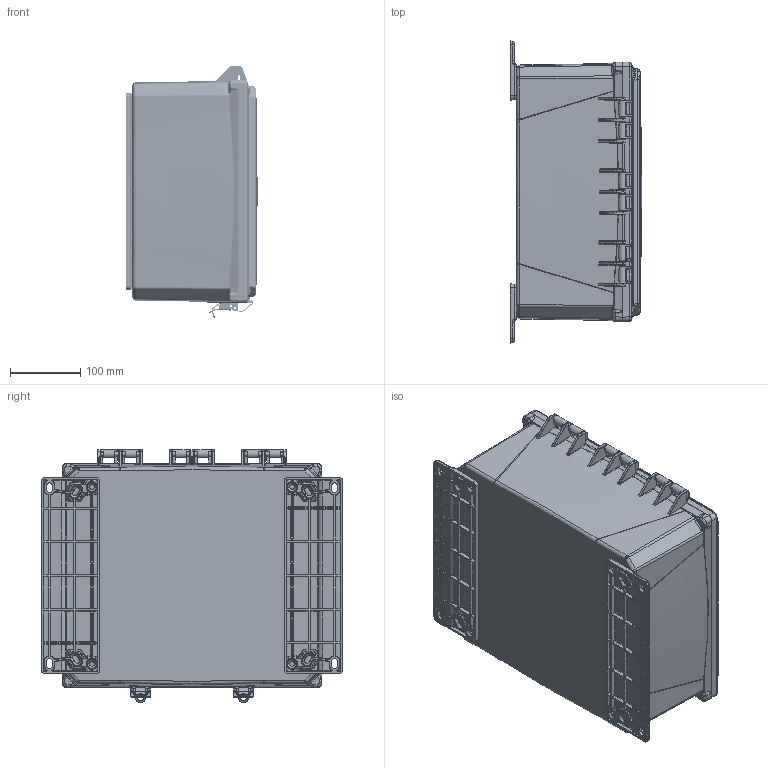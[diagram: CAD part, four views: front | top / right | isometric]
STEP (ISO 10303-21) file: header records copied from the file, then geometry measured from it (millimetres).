
FILE_DESCRIPTION (( 'STEP AP214' ), '1' );
FILE_NAME ('TEWPC141206.step', '2020-06-19T16:04:09', ( '' ), ( '' ), 'SwSTEP 2.0', 'SolidWorks 2018', '' );
FILE_SCHEMA (( 'AUTOMOTIVE_DESIGN' ));
Length unit declared in the file: inch
Products named in the file (8): NBPC141206_Box; Integra-Bottom Insert; TEWPC141206; NBPC141206_box assy; Integra-Upper Insert; NBPC141206_12IN-MNT-FLANGE; NBPC141206_Latch; NBPC14-W-LID
Assembly tree (15 placements, depth 3):
  TEWPC141206
    NBPC141206_box assy
      NBPC141206_Box
      NBPC141206_Latch  x2
      Integra-Bottom Insert  x4
      Integra-Upper Insert  x4
    NBPC14-W-LID
    NBPC141206_12IN-MNT-FLANGE  x2
Bounding box: 187.45 x 430.53 x 360.69 mm (x, y, z)
Volume: 2484786.6 mm3; surface area: 1120534.7 mm2
Topology: 18 solids, 18 shells, 4907 faces, 12063 edges, 6962 vertices
Faces by surface type: cylinder 1818, bspline 1525, plane 1047, cone 513, torus 4
Entity records: 197540 total; most frequent: CARTESIAN_POINT 122008, ORIENTED_EDGE 16714, DIRECTION 10531, EDGE_CURVE 8357, VERTEX_POINT 4961, AXIS2_PLACEMENT_3D 3752, EDGE_LOOP 3604, FACE_OUTER_BOUND 3474
